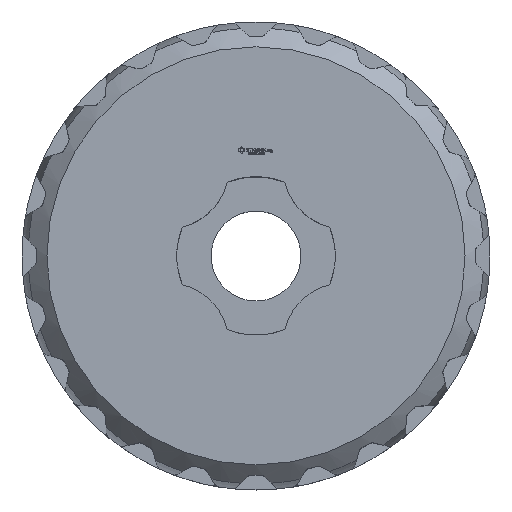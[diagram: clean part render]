
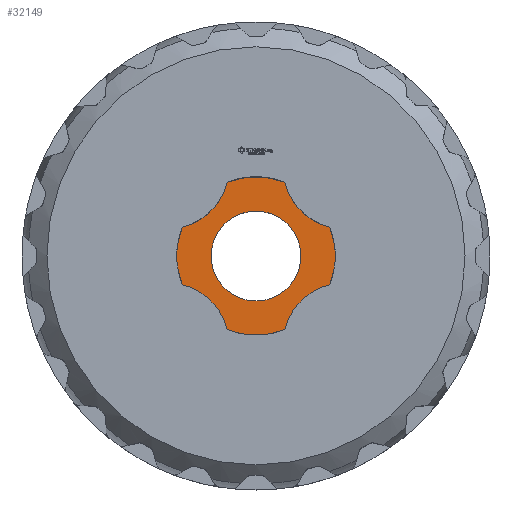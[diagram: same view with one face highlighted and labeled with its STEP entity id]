
A CAD part, top view. The second image highlights one B-rep face of the part: STEP entity #32149.
In plain terms, the highlighted planar face has unit normal (0, 0, 1).
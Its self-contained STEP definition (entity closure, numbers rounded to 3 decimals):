
#22666 = EDGE_CURVE('',#22667,#22669,#22671,.T.);
#22667 = VERTEX_POINT('',#22668);
#22668 = CARTESIAN_POINT('',(2.31,5.915,3.125));
#22669 = VERTEX_POINT('',#22670);
#22670 = CARTESIAN_POINT('',(-2.31,5.915,3.125));
#22671 = CIRCLE('',#22672,6.35);
#22672 = AXIS2_PLACEMENT_3D('',#22673,#22674,#22675);
#22673 = CARTESIAN_POINT('',(0.,0.,3.125));
#22674 = DIRECTION('',(0.,0.,1.));
#22675 = DIRECTION('',(1.,0.,0.));
#22755 = EDGE_CURVE('',#22756,#22669,#22758,.T.);
#22756 = VERTEX_POINT('',#22757);
#22757 = CARTESIAN_POINT('',(-5.915,2.31,3.125));
#22758 = CIRCLE('',#22759,4.9);
#22759 = AXIS2_PLACEMENT_3D('',#22760,#22761,#22762);
#22760 = CARTESIAN_POINT('',(-7.071,7.071,3.125));
#22761 = DIRECTION('',(0.,0.,1.));
#22762 = DIRECTION('',(1.,0.,0.));
#22780 = EDGE_CURVE('',#22667,#22781,#22783,.T.);
#22781 = VERTEX_POINT('',#22782);
#22782 = CARTESIAN_POINT('',(5.915,2.31,3.125));
#22783 = CIRCLE('',#22784,4.9);
#22784 = AXIS2_PLACEMENT_3D('',#22785,#22786,#22787);
#22785 = CARTESIAN_POINT('',(7.071,7.071,3.125));
#22786 = DIRECTION('',(0.,0.,1.));
#22787 = DIRECTION('',(1.,0.,0.));
#22805 = EDGE_CURVE('',#22756,#22806,#22808,.T.);
#22806 = VERTEX_POINT('',#22807);
#22807 = CARTESIAN_POINT('',(-5.915,-2.31,3.125));
#22808 = CIRCLE('',#22809,6.35);
#22809 = AXIS2_PLACEMENT_3D('',#22810,#22811,#22812);
#22810 = CARTESIAN_POINT('',(0.,0.,3.125));
#22811 = DIRECTION('',(0.,0.,1.));
#22812 = DIRECTION('',(1.,0.,0.));
#22902 = EDGE_CURVE('',#22903,#22781,#22905,.T.);
#22903 = VERTEX_POINT('',#22904);
#22904 = CARTESIAN_POINT('',(5.915,-2.31,3.125));
#22905 = CIRCLE('',#22906,6.35);
#22906 = AXIS2_PLACEMENT_3D('',#22907,#22908,#22909);
#22907 = CARTESIAN_POINT('',(0.,0.,3.125));
#22908 = DIRECTION('',(0.,0.,1.));
#22909 = DIRECTION('',(1.,0.,0.));
#22998 = EDGE_CURVE('',#22999,#22806,#23001,.T.);
#22999 = VERTEX_POINT('',#23000);
#23000 = CARTESIAN_POINT('',(-2.31,-5.915,3.125));
#23001 = CIRCLE('',#23002,4.9);
#23002 = AXIS2_PLACEMENT_3D('',#23003,#23004,#23005);
#23003 = CARTESIAN_POINT('',(-7.071,-7.071,3.125));
#23004 = DIRECTION('',(0.,0.,1.));
#23005 = DIRECTION('',(1.,0.,0.));
#23023 = EDGE_CURVE('',#22903,#23024,#23026,.T.);
#23024 = VERTEX_POINT('',#23025);
#23025 = CARTESIAN_POINT('',(2.31,-5.915,3.125));
#23026 = CIRCLE('',#23027,4.9);
#23027 = AXIS2_PLACEMENT_3D('',#23028,#23029,#23030);
#23028 = CARTESIAN_POINT('',(7.071,-7.071,3.125));
#23029 = DIRECTION('',(0.,0.,1.));
#23030 = DIRECTION('',(1.,0.,0.));
#23048 = EDGE_CURVE('',#22999,#23024,#23049,.T.);
#23049 = CIRCLE('',#23050,6.35);
#23050 = AXIS2_PLACEMENT_3D('',#23051,#23052,#23053);
#23051 = CARTESIAN_POINT('',(0.,0.,3.125));
#23052 = DIRECTION('',(0.,0.,1.));
#23053 = DIRECTION('',(1.,0.,0.));
#32149 = ADVANCED_FACE('',(#32150,#32160),#32171,.T.);
#32150 = FACE_BOUND('',#32151,.T.);
#32151 = EDGE_LOOP('',(#32152,#32153,#32154,#32155,#32156,#32157,#32158,
    #32159));
#32152 = ORIENTED_EDGE('',*,*,#22666,.T.);
#32153 = ORIENTED_EDGE('',*,*,#22755,.F.);
#32154 = ORIENTED_EDGE('',*,*,#22805,.T.);
#32155 = ORIENTED_EDGE('',*,*,#22998,.F.);
#32156 = ORIENTED_EDGE('',*,*,#23048,.T.);
#32157 = ORIENTED_EDGE('',*,*,#23023,.F.);
#32158 = ORIENTED_EDGE('',*,*,#22902,.T.);
#32159 = ORIENTED_EDGE('',*,*,#22780,.F.);
#32160 = FACE_BOUND('',#32161,.T.);
#32161 = EDGE_LOOP('',(#32162));
#32162 = ORIENTED_EDGE('',*,*,#32163,.F.);
#32163 = EDGE_CURVE('',#32164,#32164,#32166,.T.);
#32164 = VERTEX_POINT('',#32165);
#32165 = CARTESIAN_POINT('',(3.6,0.,3.125));
#32166 = CIRCLE('',#32167,3.6);
#32167 = AXIS2_PLACEMENT_3D('',#32168,#32169,#32170);
#32168 = CARTESIAN_POINT('',(0.,0.,3.125));
#32169 = DIRECTION('',(-0.,0.,1.));
#32170 = DIRECTION('',(1.,0.,0.));
#32171 = PLANE('',#32172);
#32172 = AXIS2_PLACEMENT_3D('',#32173,#32174,#32175);
#32173 = CARTESIAN_POINT('',(0.,0.,3.125));
#32174 = DIRECTION('',(0.,0.,1.));
#32175 = DIRECTION('',(1.,0.,0.));
